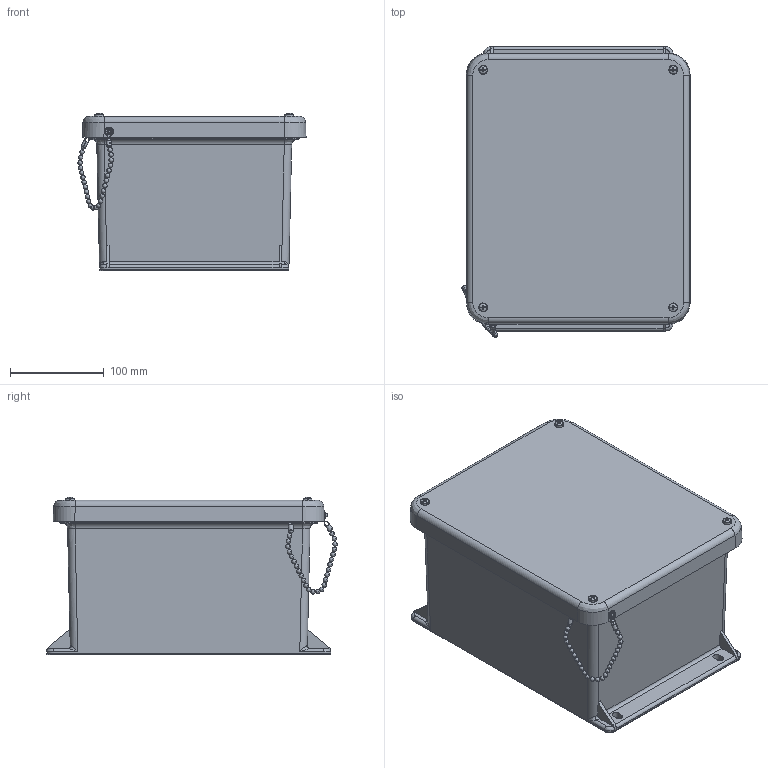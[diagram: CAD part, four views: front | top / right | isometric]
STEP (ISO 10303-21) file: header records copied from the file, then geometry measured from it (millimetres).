
FILE_DESCRIPTION(/* description */ (''),/* implementation_level */ '2;1');
FILE_NAME(/* name */ 'HW-J100806SC.stp',/* time_stamp */ '2016-08-18T14:00:53-05:00',/* author */ ('pmescher'),/* organization */ (''),/* preprocessor_version */ 'ST-DEVELOPER v16.5',/* originating_system */ 'Autodesk Inventor 2017',/* authorisation */ '');
FILE_SCHEMA (('AUTOMOTIVE_DESIGN { 1 0 10303 214 3 1 1 }'));
Length unit declared in the file: inch
Products named in the file (14): J100806W_STP; WPJ100806HBOX; WPJ100806WU; WPJ100806WCVR; RMGAS_WPJ100806CVR; RMSC10-24X5-8COMBO; RMAS568007; RMINS45821P; RMCHJ5000327; Chain; RMRIV43CE; RMRIV44; RMWAS283X126X026; End
Assembly tree (31 placements, depth 3):
  J100806W_STP
    WPJ100806HBOX
    WPJ100806WU
      WPJ100806WCVR
      RMGAS_WPJ100806CVR
    RMSC10-24X5-8COMBO  x4
    RMAS568007  x4
    RMINS45821P  x12
    RMCHJ5000327
      End
      Chain
    RMRIV43CE
    RMRIV44
    RMWAS283X126X026
    End
Bounding box: 243.89 x 310.83 x 168.35 mm (x, y, z)
Volume: 1243233.1 mm3; surface area: 639594.1 mm2
Topology: 29 solids, 29 shells, 1274 faces, 3197 edges, 1990 vertices
Faces by surface type: cylinder 427, plane 321, cone 252, bspline 160, torus 78, sphere 36
Full cylindrical faces by diameter (mm): 2.64 x2, 3.175 x2, 3.2 x1, 3.556 x5, 3.861 x12, 3.967 x80, 4.039 x12, 4.762 x2, 4.826 x80, 6.858 x12, 7.188 x1, 7.95 x2, 9.525 x4
Entity records: 30481 total; most frequent: CARTESIAN_POINT 10385, DIRECTION 4250, ORIENTED_EDGE 3868, EDGE_CURVE 1934, AXIS2_PLACEMENT_3D 1712, VERTEX_POINT 1254, EDGE_LOOP 1084, ADVANCED_FACE 876
